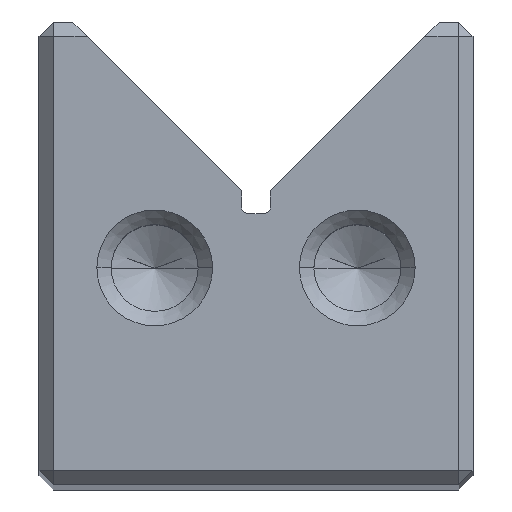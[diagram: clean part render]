
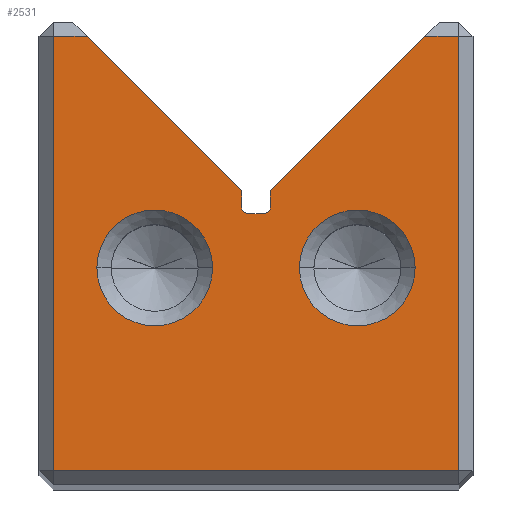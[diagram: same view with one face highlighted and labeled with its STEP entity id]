
A CAD part, top view. The second image highlights one B-rep face of the part: STEP entity #2531.
In plain terms, the highlighted planar face has unit normal (0, 0, 1).
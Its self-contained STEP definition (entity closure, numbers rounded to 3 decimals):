
#2531=ADVANCED_FACE('',(#3365,#3366,#3367),#2874,.F.);
#2874=PLANE('',#8686);
#3109=CIRCLE('',#8629,2.);
#3111=CIRCLE('',#8632,2.);
#3134=CIRCLE('',#8676,0.25);
#3135=CIRCLE('',#8679,0.25);
#3136=CIRCLE('',#8684,2.);
#3137=CIRCLE('',#8685,2.);
#3365=FACE_BOUND('',#3453,.T.);
#3366=FACE_BOUND('',#3454,.T.);
#3367=FACE_BOUND('',#3455,.T.);
#3453=EDGE_LOOP('',(#4183,#4184));
#3454=EDGE_LOOP('',(#4185,#4186));
#3455=EDGE_LOOP('',(#4187,#4188,#4189,#4190,#4191,#4192,#4193,#4194,#4195,
#4196,#4197,#4198));
#4183=ORIENTED_EDGE('',*,*,#6531,.T.);
#4184=ORIENTED_EDGE('',*,*,#6622,.T.);
#4185=ORIENTED_EDGE('',*,*,#6527,.T.);
#4186=ORIENTED_EDGE('',*,*,#6623,.T.);
#4187=ORIENTED_EDGE('',*,*,#6624,.T.);
#4188=ORIENTED_EDGE('',*,*,#6625,.T.);
#4189=ORIENTED_EDGE('',*,*,#6617,.T.);
#4190=ORIENTED_EDGE('',*,*,#6613,.T.);
#4191=ORIENTED_EDGE('',*,*,#6611,.T.);
#4192=ORIENTED_EDGE('',*,*,#6609,.T.);
#4193=ORIENTED_EDGE('',*,*,#6607,.T.);
#4194=ORIENTED_EDGE('',*,*,#6605,.T.);
#4195=ORIENTED_EDGE('',*,*,#6603,.T.);
#4196=ORIENTED_EDGE('',*,*,#6626,.T.);
#4197=ORIENTED_EDGE('',*,*,#6627,.T.);
#4198=ORIENTED_EDGE('',*,*,#6628,.T.);
#5915=VERTEX_POINT('',#11052);
#5916=VERTEX_POINT('',#11054);
#5919=VERTEX_POINT('',#11061);
#5920=VERTEX_POINT('',#11063);
#5971=VERTEX_POINT('',#11204);
#5972=VERTEX_POINT('',#11206);
#5973=VERTEX_POINT('',#11210);
#5974=VERTEX_POINT('',#11214);
#5975=VERTEX_POINT('',#11218);
#5976=VERTEX_POINT('',#11222);
#5977=VERTEX_POINT('',#11226);
#5980=VERTEX_POINT('',#11234);
#5983=VERTEX_POINT('',#11246);
#5984=VERTEX_POINT('',#11247);
#5985=VERTEX_POINT('',#11250);
#5986=VERTEX_POINT('',#11252);
#6527=EDGE_CURVE('',#5916,#5915,#3109,.T.);
#6531=EDGE_CURVE('',#5920,#5919,#3111,.T.);
#6603=EDGE_CURVE('',#5972,#5971,#7425,.T.);
#6605=EDGE_CURVE('',#5973,#5972,#7427,.T.);
#6607=EDGE_CURVE('',#5974,#5973,#3134,.T.);
#6609=EDGE_CURVE('',#5975,#5974,#7430,.T.);
#6611=EDGE_CURVE('',#5976,#5975,#3135,.T.);
#6613=EDGE_CURVE('',#5977,#5976,#7433,.T.);
#6617=EDGE_CURVE('',#5980,#5977,#7437,.T.);
#6622=EDGE_CURVE('',#5919,#5920,#3136,.T.);
#6623=EDGE_CURVE('',#5915,#5916,#3137,.T.);
#6624=EDGE_CURVE('',#5983,#5984,#7442,.T.);
#6625=EDGE_CURVE('',#5984,#5980,#7443,.T.);
#6626=EDGE_CURVE('',#5971,#5985,#7444,.T.);
#6627=EDGE_CURVE('',#5985,#5986,#7445,.T.);
#6628=EDGE_CURVE('',#5986,#5983,#7446,.T.);
#7425=LINE('',#11205,#8127);
#7427=LINE('',#11209,#8129);
#7430=LINE('',#11217,#8132);
#7433=LINE('',#11225,#8135);
#7437=LINE('',#11233,#8139);
#7442=LINE('',#11245,#8144);
#7443=LINE('',#11248,#8145);
#7444=LINE('',#11249,#8146);
#7445=LINE('',#11251,#8147);
#7446=LINE('',#11253,#8148);
#8127=VECTOR('',#9287,1.);
#8129=VECTOR('',#9291,1.);
#8132=VECTOR('',#9300,1.);
#8135=VECTOR('',#9309,1.);
#8139=VECTOR('',#9315,1.);
#8144=VECTOR('',#9328,1.);
#8145=VECTOR('',#9329,1.);
#8146=VECTOR('',#9330,1.);
#8147=VECTOR('',#9331,1.);
#8148=VECTOR('',#9332,1.);
#8629=AXIS2_PLACEMENT_3D('',#11053,#9146,#9147);
#8632=AXIS2_PLACEMENT_3D('',#11062,#9154,#9155);
#8676=AXIS2_PLACEMENT_3D('',#11213,#9295,#9296);
#8679=AXIS2_PLACEMENT_3D('',#11221,#9304,#9305);
#8684=AXIS2_PLACEMENT_3D('',#11243,#9324,#9325);
#8685=AXIS2_PLACEMENT_3D('',#11244,#9326,#9327);
#8686=AXIS2_PLACEMENT_3D('',#11254,#9333,#9334);
#9146=DIRECTION('',(0.,0.,-1.));
#9147=DIRECTION('',(-1.,0.,0.));
#9154=DIRECTION('',(0.,0.,-1.));
#9155=DIRECTION('',(-1.,0.,0.));
#9287=DIRECTION('',(-0.707,0.707,0.));
#9291=DIRECTION('',(0.,1.,0.));
#9295=DIRECTION('',(0.,0.,-1.));
#9296=DIRECTION('',(1.,0.,0.));
#9300=DIRECTION('',(-1.,0.,0.));
#9304=DIRECTION('',(0.,0.,-1.));
#9305=DIRECTION('',(-1.,0.,0.));
#9309=DIRECTION('',(0.,-1.,0.));
#9315=DIRECTION('',(-0.707,-0.707,0.));
#9324=DIRECTION('',(0.,0.,-1.));
#9325=DIRECTION('',(-1.,0.,0.));
#9326=DIRECTION('',(0.,0.,-1.));
#9327=DIRECTION('',(-1.,0.,0.));
#9328=DIRECTION('',(0.,1.,0.));
#9329=DIRECTION('',(-1.,0.,0.));
#9330=DIRECTION('',(-1.,0.,0.));
#9331=DIRECTION('',(0.,-1.,0.));
#9332=DIRECTION('',(1.,0.,0.));
#9333=DIRECTION('',(0.,0.,-1.));
#9334=DIRECTION('',(-1.,0.,0.));
#11052=CARTESIAN_POINT('',(-5.5,7.5,0.));
#11053=CARTESIAN_POINT('',(-3.5,7.5,0.));
#11054=CARTESIAN_POINT('',(-1.5,7.5,0.));
#11061=CARTESIAN_POINT('',(1.5,7.5,0.));
#11062=CARTESIAN_POINT('',(3.5,7.5,0.));
#11063=CARTESIAN_POINT('',(5.5,7.5,0.));
#11204=CARTESIAN_POINT('',(-5.828,15.5,0.));
#11205=CARTESIAN_POINT('',(-6.328,16.,0.));
#11206=CARTESIAN_POINT('',(-0.5,10.172,0.));
#11209=CARTESIAN_POINT('',(-0.5,10.172,0.));
#11210=CARTESIAN_POINT('',(-0.5,9.622,0.));
#11213=CARTESIAN_POINT('',(-0.25,9.622,0.));
#11214=CARTESIAN_POINT('',(-0.25,9.372,0.));
#11217=CARTESIAN_POINT('',(0.25,9.372,0.));
#11218=CARTESIAN_POINT('',(0.25,9.372,0.));
#11221=CARTESIAN_POINT('',(0.25,9.622,0.));
#11222=CARTESIAN_POINT('',(0.5,9.622,0.));
#11225=CARTESIAN_POINT('',(0.5,10.172,0.));
#11226=CARTESIAN_POINT('',(0.5,10.172,0.));
#11233=CARTESIAN_POINT('',(6.328,16.,0.));
#11234=CARTESIAN_POINT('',(5.828,15.5,0.));
#11243=CARTESIAN_POINT('',(3.5,7.5,0.));
#11244=CARTESIAN_POINT('',(-3.5,7.5,0.));
#11245=CARTESIAN_POINT('',(7.,16.,0.));
#11246=CARTESIAN_POINT('',(7.,0.5,0.));
#11247=CARTESIAN_POINT('',(7.,15.5,0.));
#11248=CARTESIAN_POINT('',(6.328,15.5,0.));
#11249=CARTESIAN_POINT('',(-7.5,15.5,0.));
#11250=CARTESIAN_POINT('',(-7.,15.5,0.));
#11251=CARTESIAN_POINT('',(-7.,0.,0.));
#11252=CARTESIAN_POINT('',(-7.,0.5,0.));
#11253=CARTESIAN_POINT('',(7.5,0.5,0.));
#11254=CARTESIAN_POINT('',(0.25,9.622,0.));
